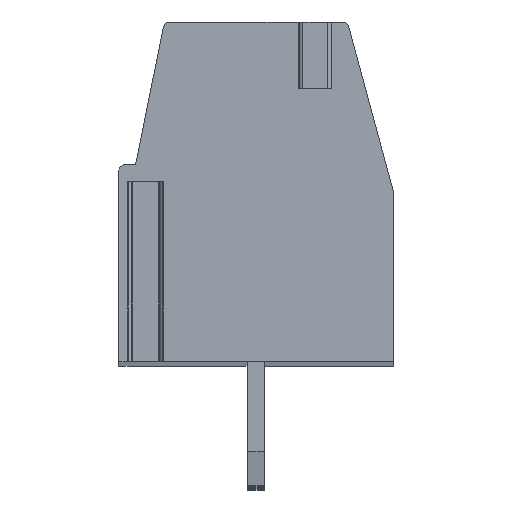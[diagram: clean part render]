
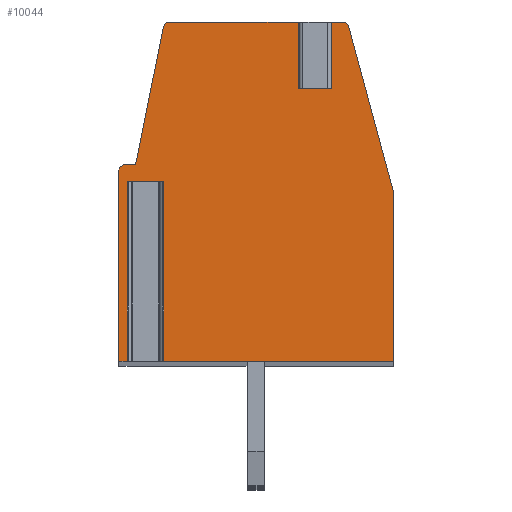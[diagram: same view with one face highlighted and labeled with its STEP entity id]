
A CAD part, top view. The second image highlights one B-rep face of the part: STEP entity #10044.
In plain terms, the highlighted planar face has unit normal (0, 0, 1).
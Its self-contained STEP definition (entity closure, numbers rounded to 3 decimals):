
#13=DIRECTION('',(-1.,0.,0.));
#14=VECTOR('',#13,1.07);
#15=CARTESIAN_POINT('',(-2.72,0.3,83.82));
#16=LINE('',#15,#14);
#17=DIRECTION('',(0.,-1.,0.));
#18=VECTOR('',#17,5.3);
#19=CARTESIAN_POINT('',(-3.79,0.3,83.82));
#20=LINE('',#19,#18);
#21=DIRECTION('',(1.,0.,0.));
#22=VECTOR('',#21,0.26);
#23=CARTESIAN_POINT('',(-4.05,-5.,83.82));
#24=LINE('',#23,#22);
#25=DIRECTION('',(0.,-1.,0.));
#26=VECTOR('',#25,5.6);
#27=CARTESIAN_POINT('',(-4.05,0.6,83.82));
#28=LINE('',#27,#26);
#29=CARTESIAN_POINT('',(-3.85,0.6,83.82));
#30=DIRECTION('',(0.,0.,1.));
#31=DIRECTION('',(0.,1.,0.));
#32=AXIS2_PLACEMENT_3D('',#29,#30,#31);
#34=DIRECTION('',(-1.,0.,0.));
#35=VECTOR('',#34,0.3);
#36=CARTESIAN_POINT('',(-3.55,0.8,83.82));
#37=LINE('',#36,#35);
#38=DIRECTION('',(-0.198,-0.98,0.));
#39=VECTOR('',#38,4.122);
#40=CARTESIAN_POINT('',(-2.732,4.84,83.82));
#41=LINE('',#40,#39);
#42=CARTESIAN_POINT('',(-2.536,4.8,83.82));
#43=DIRECTION('',(0.,0.,1.));
#44=DIRECTION('',(0.,1.,0.));
#45=AXIS2_PLACEMENT_3D('',#42,#43,#44);
#47=DIRECTION('',(-1.,0.,0.));
#48=VECTOR('',#47,3.981);
#49=CARTESIAN_POINT('',(1.445,5.,83.82));
#50=LINE('',#49,#48);
#51=DIRECTION('',(0.,-1.,0.));
#52=VECTOR('',#51,1.95);
#53=CARTESIAN_POINT('',(1.445,5.,83.82));
#54=LINE('',#53,#52);
#55=DIRECTION('',(-1.,0.,0.));
#56=VECTOR('',#55,0.6);
#57=CARTESIAN_POINT('',(2.045,3.05,83.82));
#58=LINE('',#57,#56);
#59=DIRECTION('',(0.,-1.,0.));
#60=VECTOR('',#59,1.95);
#61=CARTESIAN_POINT('',(2.045,5.,83.82));
#62=LINE('',#61,#60);
#63=DIRECTION('',(-1.,0.,0.));
#64=VECTOR('',#63,0.502);
#65=CARTESIAN_POINT('',(2.547,5.,83.82));
#66=LINE('',#65,#64);
#67=CARTESIAN_POINT('',(2.547,4.8,83.82));
#68=DIRECTION('',(0.,0.,1.));
#69=DIRECTION('',(0.965,0.261,0.));
#70=AXIS2_PLACEMENT_3D('',#67,#68,#69);
#72=DIRECTION('',(-0.261,0.965,0.));
#73=VECTOR('',#72,5.026);
#74=CARTESIAN_POINT('',(4.05,0.,83.82));
#75=LINE('',#74,#73);
#76=DIRECTION('',(0.,1.,0.));
#77=VECTOR('',#76,5.);
#78=CARTESIAN_POINT('',(4.05,-5.,83.82));
#79=LINE('',#78,#77);
#80=DIRECTION('',(1.,0.,0.));
#81=VECTOR('',#80,6.77);
#82=CARTESIAN_POINT('',(-2.72,-5.,83.82));
#83=LINE('',#82,#81);
#84=DIRECTION('',(0.,-1.,0.));
#85=VECTOR('',#84,5.3);
#86=CARTESIAN_POINT('',(-2.72,0.3,83.82));
#87=LINE('',#86,#85);
#7841=CARTESIAN_POINT('',(4.05,0.,83.82));
#7842=CARTESIAN_POINT('',(2.74,4.852,83.82));
#7843=VERTEX_POINT('',#7841);
#7844=VERTEX_POINT('',#7842);
#7845=CARTESIAN_POINT('',(2.547,5.,83.82));
#7846=VERTEX_POINT('',#7845);
#7847=CARTESIAN_POINT('',(-2.536,5.,83.82));
#7848=CARTESIAN_POINT('',(-2.732,4.84,83.82));
#7849=VERTEX_POINT('',#7847);
#7850=VERTEX_POINT('',#7848);
#7851=CARTESIAN_POINT('',(-3.55,0.8,83.82));
#7852=VERTEX_POINT('',#7851);
#7853=CARTESIAN_POINT('',(-3.85,0.8,83.82));
#7854=VERTEX_POINT('',#7853);
#7855=CARTESIAN_POINT('',(-4.05,0.6,83.82));
#7856=VERTEX_POINT('',#7855);
#7857=CARTESIAN_POINT('',(-4.05,-5.,83.82));
#7858=VERTEX_POINT('',#7857);
#7859=CARTESIAN_POINT('',(4.05,-5.,83.82));
#7860=VERTEX_POINT('',#7859);
#7921=CARTESIAN_POINT('',(2.045,3.05,83.82));
#7922=CARTESIAN_POINT('',(1.445,3.05,83.82));
#7923=VERTEX_POINT('',#7921);
#7924=VERTEX_POINT('',#7922);
#7925=CARTESIAN_POINT('',(1.445,5.,83.82));
#7926=VERTEX_POINT('',#7925);
#7927=CARTESIAN_POINT('',(2.045,5.,83.82));
#7928=VERTEX_POINT('',#7927);
#7941=CARTESIAN_POINT('',(-2.72,0.3,83.82));
#7942=CARTESIAN_POINT('',(-3.79,0.3,83.82));
#7943=VERTEX_POINT('',#7941);
#7944=VERTEX_POINT('',#7942);
#7945=CARTESIAN_POINT('',(-2.72,-5.,83.82));
#7946=VERTEX_POINT('',#7945);
#7947=CARTESIAN_POINT('',(-3.79,-5.,83.82));
#7948=VERTEX_POINT('',#7947);
#10001=CARTESIAN_POINT('',(0.,0.,83.82));
#10002=DIRECTION('',(0.,0.,1.));
#10003=DIRECTION('',(1.,0.,0.));
#10004=AXIS2_PLACEMENT_3D('',#10001,#10002,#10003);
#10005=PLANE('',#10004);
#10007=ORIENTED_EDGE('',*,*,#10006,.T.);
#10009=ORIENTED_EDGE('',*,*,#10008,.T.);
#10011=ORIENTED_EDGE('',*,*,#10010,.F.);
#10013=ORIENTED_EDGE('',*,*,#10012,.F.);
#10015=ORIENTED_EDGE('',*,*,#10014,.F.);
#10017=ORIENTED_EDGE('',*,*,#10016,.F.);
#10019=ORIENTED_EDGE('',*,*,#10018,.F.);
#10021=ORIENTED_EDGE('',*,*,#10020,.F.);
#10023=ORIENTED_EDGE('',*,*,#10022,.F.);
#10025=ORIENTED_EDGE('',*,*,#10024,.T.);
#10027=ORIENTED_EDGE('',*,*,#10026,.F.);
#10029=ORIENTED_EDGE('',*,*,#10028,.F.);
#10031=ORIENTED_EDGE('',*,*,#10030,.F.);
#10033=ORIENTED_EDGE('',*,*,#10032,.F.);
#10035=ORIENTED_EDGE('',*,*,#10034,.F.);
#10037=ORIENTED_EDGE('',*,*,#10036,.F.);
#10039=ORIENTED_EDGE('',*,*,#10038,.F.);
#10041=ORIENTED_EDGE('',*,*,#10040,.F.);
#10042=EDGE_LOOP('',(#10007,#10009,#10011,#10013,#10015,#10017,#10019,#10021,
#10023,#10025,#10027,#10029,#10031,#10033,#10035,#10037,#10039,#10041));
#10043=FACE_OUTER_BOUND('',#10042,.F.);
#33=CIRCLE('',#32,0.2);
#46=CIRCLE('',#45,0.2);
#71=CIRCLE('',#70,0.2);
#10006=EDGE_CURVE('',#7943,#7944,#16,.T.);
#10008=EDGE_CURVE('',#7944,#7948,#20,.T.);
#10010=EDGE_CURVE('',#7858,#7948,#24,.T.);
#10012=EDGE_CURVE('',#7856,#7858,#28,.T.);
#10014=EDGE_CURVE('',#7854,#7856,#33,.T.);
#10016=EDGE_CURVE('',#7852,#7854,#37,.T.);
#10018=EDGE_CURVE('',#7850,#7852,#41,.T.);
#10020=EDGE_CURVE('',#7849,#7850,#46,.T.);
#10022=EDGE_CURVE('',#7926,#7849,#50,.T.);
#10024=EDGE_CURVE('',#7926,#7924,#54,.T.);
#10026=EDGE_CURVE('',#7923,#7924,#58,.T.);
#10028=EDGE_CURVE('',#7928,#7923,#62,.T.);
#10030=EDGE_CURVE('',#7846,#7928,#66,.T.);
#10032=EDGE_CURVE('',#7844,#7846,#71,.T.);
#10034=EDGE_CURVE('',#7843,#7844,#75,.T.);
#10036=EDGE_CURVE('',#7860,#7843,#79,.T.);
#10038=EDGE_CURVE('',#7946,#7860,#83,.T.);
#10040=EDGE_CURVE('',#7943,#7946,#87,.T.);
#10044=ADVANCED_FACE('',(#10043),#10005,.T.);
